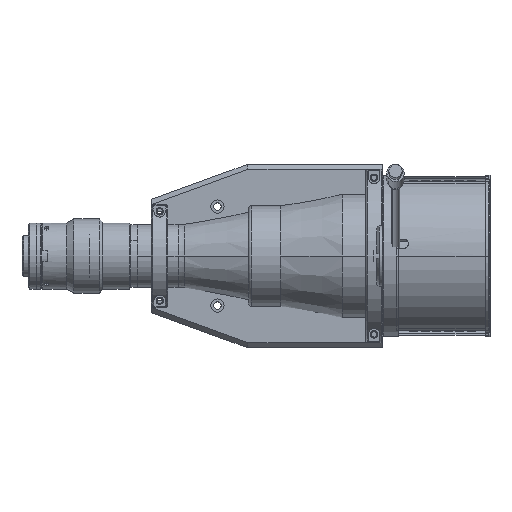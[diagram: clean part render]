
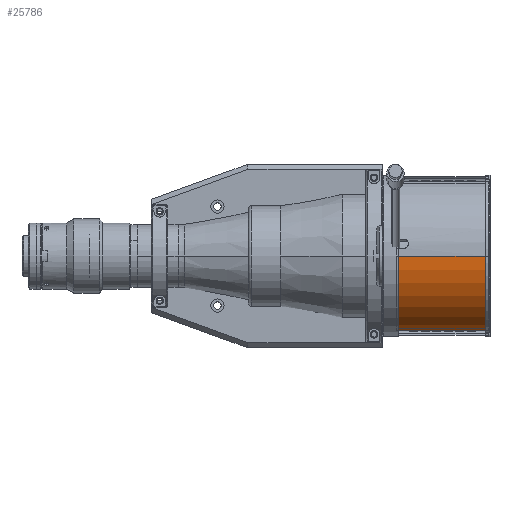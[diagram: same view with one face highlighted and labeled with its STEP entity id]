
A CAD part, left-side view. The second image highlights one B-rep face of the part: STEP entity #25786.
In plain terms, the highlighted cylindrical face has radius 48 mm (diameter 96 mm), a partial arc.
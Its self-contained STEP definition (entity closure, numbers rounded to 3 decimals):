
#24 = CARTESIAN_POINT ( 'NONE',  ( -16.424, -117.689, -45.105 ) ) ;
#809 = CARTESIAN_POINT ( 'NONE',  ( -16.424, -21.996, -45.105 ) ) ;
#1372 = ORIENTED_EDGE ( 'NONE', *, *, #5302, .F. ) ;
#2819 = DIRECTION ( 'NONE',  ( -1., 0., 0. ) ) ;
#4699 = FACE_OUTER_BOUND ( 'NONE', #20113, .T. ) ;
#5302 = EDGE_CURVE ( 'NONE', #8091, #15177, #26584, .T. ) ;
#7956 = CARTESIAN_POINT ( 'NONE',  ( -48.007, -21.996, 0. ) ) ;
#8091 = VERTEX_POINT ( 'NONE', #7956 ) ;
#9224 = VERTEX_POINT ( 'NONE', #24786 ) ;
#9718 = CIRCLE ( 'NONE', #18016, 48. ) ;
#10690 = DIRECTION ( 'NONE',  ( 0., -1., 0. ) ) ;
#10799 = LINE ( 'NONE', #24, #14973 ) ;
#11042 = CARTESIAN_POINT ( 'NONE',  ( -0.007, -117.689, 0. ) ) ;
#13533 = ORIENTED_EDGE ( 'NONE', *, *, #20690, .F. ) ;
#13638 = DIRECTION ( 'NONE',  ( 0., 1., 0. ) ) ;
#14160 = AXIS2_PLACEMENT_3D ( 'NONE', #21630, #10690, #16615 ) ;
#14282 = CARTESIAN_POINT ( 'NONE',  ( -0.007, 33.79, 0. ) ) ;
#14973 = VECTOR ( 'NONE', #28378, 1000. ) ;
#15177 = VERTEX_POINT ( 'NONE', #809 ) ;
#15610 = EDGE_CURVE ( 'NONE', #19128, #9224, #9718, .T. ) ;
#15831 = ORIENTED_EDGE ( 'NONE', *, *, #23897, .T. ) ;
#16254 = CARTESIAN_POINT ( 'NONE',  ( -48.007, 33.79, 0. ) ) ;
#16615 = DIRECTION ( 'NONE',  ( 0., 0., -1. ) ) ;
#17202 = LINE ( 'NONE', #25980, #25851 ) ;
#17831 = CYLINDRICAL_SURFACE ( 'NONE', #20430, 48. ) ;
#18016 = AXIS2_PLACEMENT_3D ( 'NONE', #14282, #20615, #27542 ) ;
#18821 = DIRECTION ( 'NONE',  ( 0., 1., 0. ) ) ;
#19128 = VERTEX_POINT ( 'NONE', #16254 ) ;
#20113 = EDGE_LOOP ( 'NONE', ( #1372, #15831, #26429, #13533 ) ) ;
#20430 = AXIS2_PLACEMENT_3D ( 'NONE', #11042, #13638, #2819 ) ;
#20615 = DIRECTION ( 'NONE',  ( 0., -1., 0. ) ) ;
#20690 = EDGE_CURVE ( 'NONE', #15177, #9224, #10799, .T. ) ;
#21630 = CARTESIAN_POINT ( 'NONE',  ( -0.007, -21.996, 0. ) ) ;
#23897 = EDGE_CURVE ( 'NONE', #8091, #19128, #17202, .T. ) ;
#24786 = CARTESIAN_POINT ( 'NONE',  ( -16.424, 33.79, -45.105 ) ) ;
#25786 = ADVANCED_FACE ( 'NONE', ( #4699 ), #17831, .T. ) ;
#25851 = VECTOR ( 'NONE', #18821, 1000. ) ;
#25980 = CARTESIAN_POINT ( 'NONE',  ( -48.007, -117.689, 0. ) ) ;
#26429 = ORIENTED_EDGE ( 'NONE', *, *, #15610, .T. ) ;
#26584 = CIRCLE ( 'NONE', #14160, 48. ) ;
#27542 = DIRECTION ( 'NONE',  ( 1., 0., 0. ) ) ;
#28378 = DIRECTION ( 'NONE',  ( 0., 1., 0. ) ) ;
